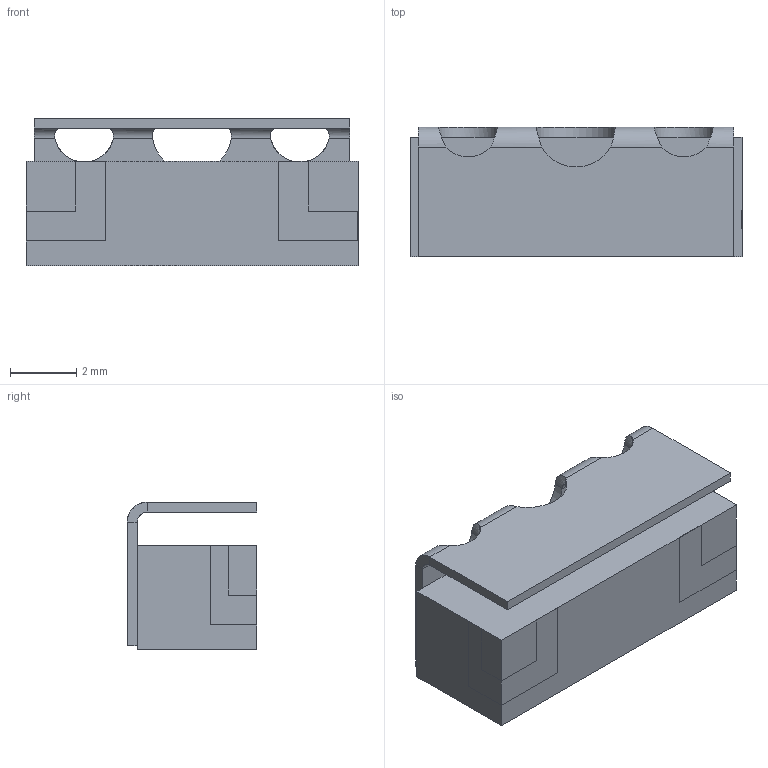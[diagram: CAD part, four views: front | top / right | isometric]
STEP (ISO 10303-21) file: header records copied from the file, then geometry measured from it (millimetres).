
FILE_DESCRIPTION(('STEP AP203'), '1');
FILE_NAME('ÍØÁÀ.434834.018-06_Ôèëüòð ÔÊÏ1-218-06-4.92-360', '', ('UNSPECIFIED'), ('UNSPECIFIED'), 'ASCON STEP Converter 1.6', 'ASCON Math Kernel', '');
FILE_SCHEMA(('CONFIG_CONTROL_DESIGN'));
Length unit declared in the file: millimetre
Products named in the file (1): НШБА.434834.018-06_Фильтр ФКП1-218-06-4.92-360
Bounding box: 10 x 3.9 x 4.45 mm (x, y, z)
Volume: 132.7 mm3; surface area: 245.4 mm2
Topology: 1 solids, 1 shells, 364 faces, 968 edges, 632 vertices
Faces by surface type: plane 234, bspline 108, cylinder 22
Entity records: 24571 total; most frequent: CARTESIAN_POINT 13465, ORIENTED_EDGE 1936, DIRECTION 1213, EDGE_CURVE 968, VERTEX_POINT 632, LINE 623, VECTOR 623, FACE_BOUND 396
